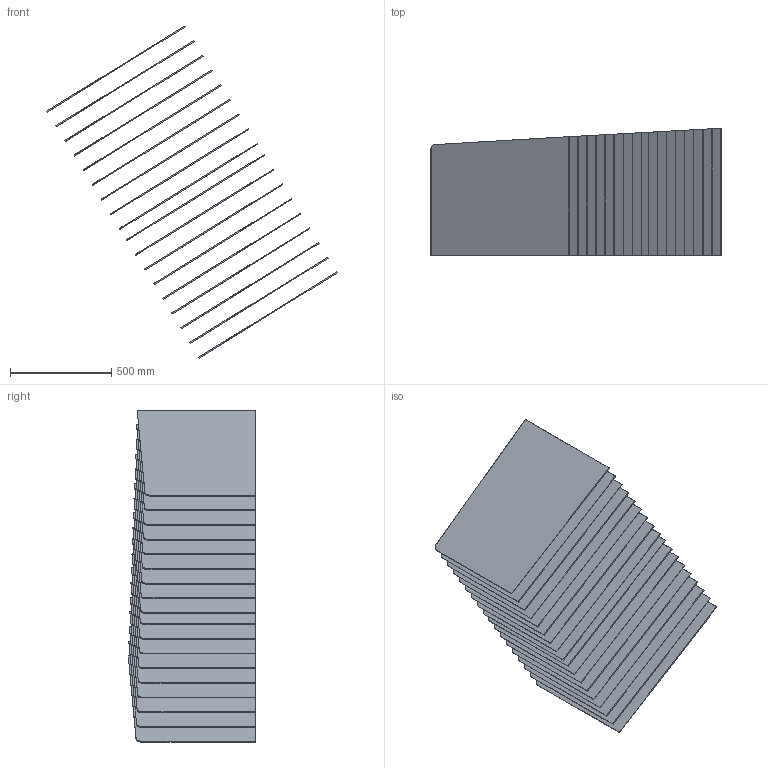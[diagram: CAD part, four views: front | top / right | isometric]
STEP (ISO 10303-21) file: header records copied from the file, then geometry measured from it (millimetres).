
FILE_DESCRIPTION(('FreeCAD Model'),'2;1');
FILE_NAME('detailed_HCPB/step/cooling_plate_1_sample_envelope_1.step', '2018-02-02T08:49:31',('FreeCAD'),('FreeCAD'), 'Open CASCADE STEP processor 7.1','FreeCAD','Unknown');
FILE_SCHEMA(('AUTOMOTIVE_DESIGN_CC2 { 1 2 10303 214 -1 1 5 4 }'));
Length unit declared in the file: millimetre
Products named in the file (19): Open CASCADE STEP translator 7.1 4; Open CASCADE STEP translator 7.1 4.1; Open CASCADE STEP translator 7.1 4.2; Open CASCADE STEP translator 7.1 4.3; Open CASCADE STEP translator 7.1 4.4; Open CASCADE STEP translator 7.1 4.5; Open CASCADE STEP translator 7.1 4.6; Open CASCADE STEP translator 7.1 4.7; Open CASCADE STEP translator 7.1 4.8; Open CASCADE STEP translator 7.1 4.9; Open CASCADE STEP translator 7.1 4.10; Open CASCADE STEP translator 7.1 4.11; Open CASCADE STEP translator 7.1 4.12; Open CASCADE STEP translator 7.1 4.13; Open CASCADE STEP translator 7.1 4.14; Open CASCADE STEP translator 7.1 4.15; Open CASCADE STEP translator 7.1 4.16; Open CASCADE STEP translator 7.1 4.17; Open CASCADE STEP translator 7.1 4.18
Assembly tree (18 placements, depth 2):
  Open CASCADE STEP translator 7.1 4
    Open CASCADE STEP translator 7.1 4.1
    Open CASCADE STEP translator 7.1 4.2
    Open CASCADE STEP translator 7.1 4.3
    Open CASCADE STEP translator 7.1 4.4
    Open CASCADE STEP translator 7.1 4.5
    Open CASCADE STEP translator 7.1 4.6
    Open CASCADE STEP translator 7.1 4.7
    Open CASCADE STEP translator 7.1 4.8
    Open CASCADE STEP translator 7.1 4.9
    Open CASCADE STEP translator 7.1 4.10
    Open CASCADE STEP translator 7.1 4.11
    Open CASCADE STEP translator 7.1 4.12
    Open CASCADE STEP translator 7.1 4.13
    Open CASCADE STEP translator 7.1 4.14
    Open CASCADE STEP translator 7.1 4.15
    Open CASCADE STEP translator 7.1 4.16
    Open CASCADE STEP translator 7.1 4.17
    Open CASCADE STEP translator 7.1 4.18
Bounding box: 1430.62 x 627.88 x 1635.96 mm (x, y, z)
Volume: 42093420.7 mm3; surface area: 17085858.8 mm2
Topology: 18 solids, 18 shells, 126 faces, 270 edges, 180 vertices
Faces by surface type: plane 108, cylinder 18
Entity records: 7000 total; most frequent: CARTESIAN_POINT 1819, DIRECTION 704, ORIENTED_EDGE 540, PCURVE 540, DEFINITIONAL_REPRESENTATION 540, B_SPLINE_CURVE_WITH_KNOTS 432, LINE 306, VECTOR 306
